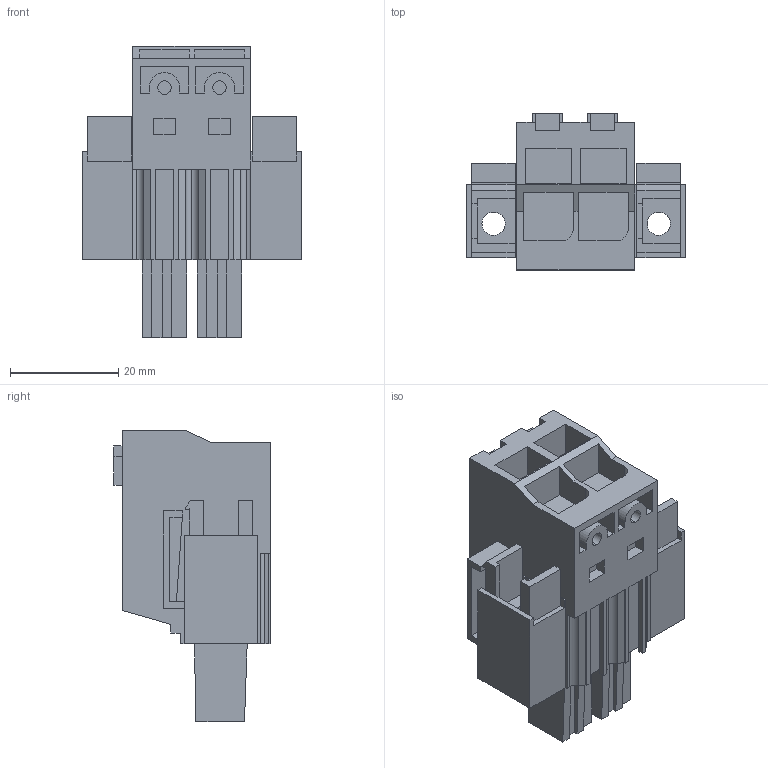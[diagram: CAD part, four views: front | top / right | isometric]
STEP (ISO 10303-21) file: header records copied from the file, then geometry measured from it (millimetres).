
FILE_DESCRIPTION(('CATIA V5 STEP Exchange','CAx-IF Rec.Pracs.--- Model Styling and Organization---1.2---2011-12-15'),'2;1');
FILE_NAME ('D1462877_0_2493300000_2493300000.stp','2017-07-19T08:49:43+00:00',('none'),('Weidmueller'),'CATIA Version 5-6 Release 2014','CATIA V5 STEP AP214','none');
FILE_SCHEMA(('AUTOMOTIVE_DESIGN { 1 0 10303 214 1 1 1 1 }'));
Length unit declared in the file: millimetre
Products named in the file (1): 2493300000
Bounding box: 40.58 x 28.9 x 53.9 mm (x, y, z)
Volume: 24315.6 mm3; surface area: 14083.3 mm2
Topology: 5 solids, 5 shells, 368 faces, 1033 edges, 688 vertices
Faces by surface type: plane 346, cylinder 22
Entity records: 11722 total; most frequent: ORIENTED_EDGE 2066, CARTESIAN_POINT 2058, DIRECTION 1637, EDGE_CURVE 1033, VECTOR 983, LINE 983, VERTEX_POINT 688, EDGE_LOOP 389
